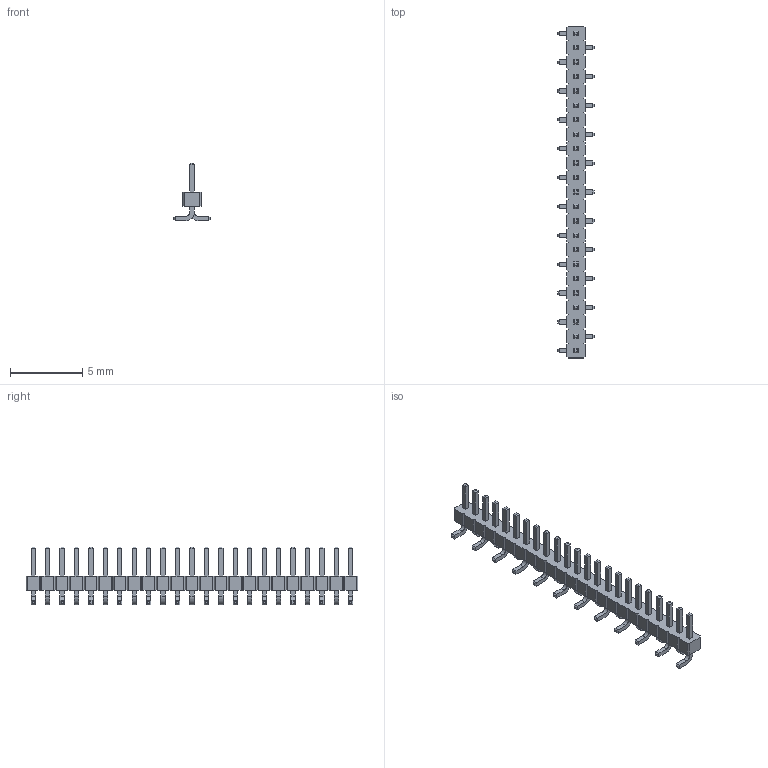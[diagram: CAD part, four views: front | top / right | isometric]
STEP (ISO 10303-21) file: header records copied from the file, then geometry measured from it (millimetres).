
FILE_DESCRIPTION(/* description */ ('model of Pin_Header_Straight_1x23_Pitch1.00mm_SMD_Pin1Left'),/* implementation_level */ '2;1');
FILE_NAME(/* name */ 'Pin_Header_Straight_1x23_Pitch1.00mm_SMD_Pin1Left.step',/* time_stamp */ '2017-09-10T00:45:19',/* author */ ('kicad StepUp','ksu'),/* organization */ ('FreeCAD'),/* preprocessor_version */ 'OCC',/* originating_system */ 'kicad StepUp',/* authorisation */ '');
FILE_SCHEMA(('AUTOMOTIVE_DESIGN { 1 0 10303 214 1 1 1 1 }'));
Length unit declared in the file: millimetre
Products named in the file (1): Pin_Header_Straight_1x23_Pitch100mm_SMD_Pin1Left
Bounding box: 2.5 x 23 x 4 mm (x, y, z)
Volume: 36.7 mm3; surface area: 214.4 mm2
Topology: 1 solids, 1 shells, 648 faces, 1616 edges, 1016 vertices
Faces by surface type: plane 602, cylinder 46
Entity records: 23269 total; most frequent: CARTESIAN_POINT 3281, ORIENTED_EDGE 3232, DIRECTION 3006, EDGE_CURVE 1616, LINE 1524, VECTOR 1524, VERTEX_POINT 1016, AXIS2_PLACEMENT_3D 741
